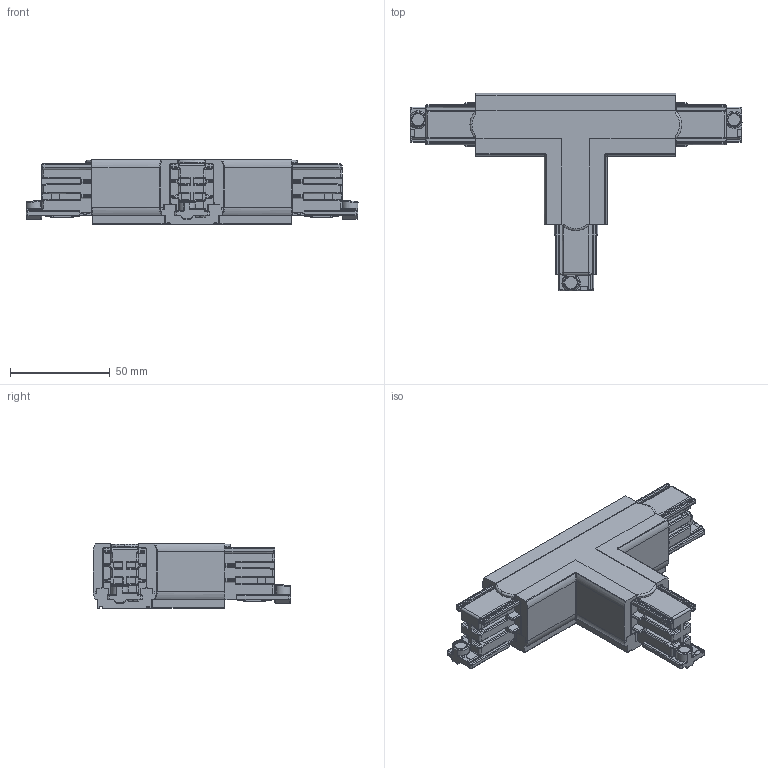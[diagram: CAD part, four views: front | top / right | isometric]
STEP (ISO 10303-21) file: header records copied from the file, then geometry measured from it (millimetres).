
FILE_DESCRIPTION (( 'STEP AP203' ), '1' );
FILE_NAME ('XTS36_Dummy.STEP', '2017-07-28T11:18:12', ( '' ), ( '' ), 'SwSTEP 2.0', 'SolidWorks 2017', '' );
FILE_SCHEMA (( 'CONFIG_CONTROL_DESIGN' ));
Length unit declared in the file: millimetre
Products named in the file (1): XTS36_Dummy
Bounding box: 166.2 x 98.9 x 32.5 mm (x, y, z)
Volume: 158158.5 mm3; surface area: 34141.8 mm2
Topology: 3 solids, 3 shells, 1557 faces, 4245 edges, 2673 vertices
Faces by surface type: plane 851, cylinder 502, bspline 107, sphere 56, torus 41
Entity records: 59406 total; most frequent: CARTESIAN_POINT 22459, ORIENTED_EDGE 8420, DIRECTION 6579, EDGE_CURVE 4210, VECTOR 2871, LINE 2871, VERTEX_POINT 2663, AXIS2_PLACEMENT_3D 1854
